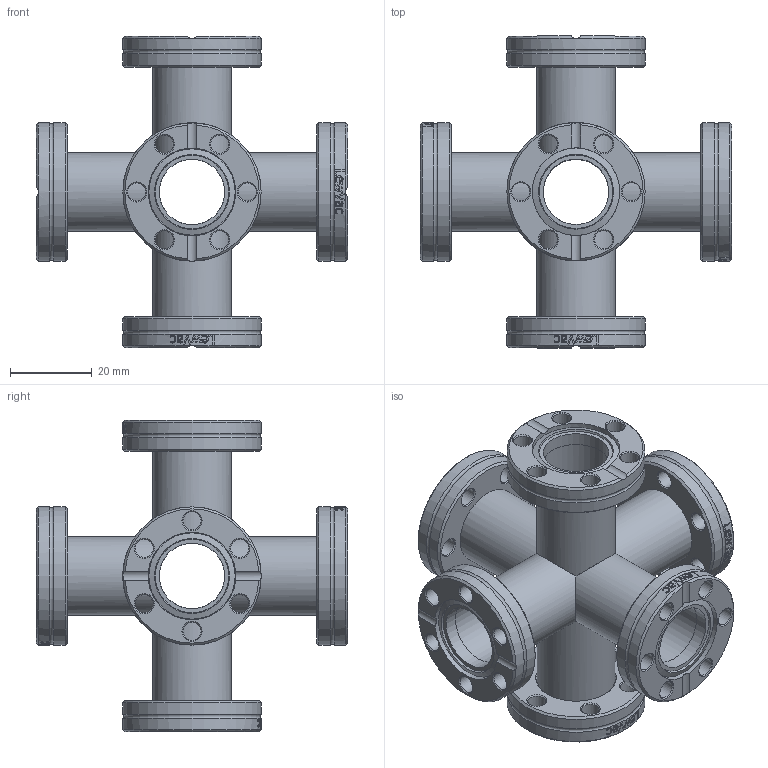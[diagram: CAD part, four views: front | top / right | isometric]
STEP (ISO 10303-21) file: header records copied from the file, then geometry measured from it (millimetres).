
FILE_DESCRIPTION(/* description */ (''),/* implementation_level */ '2;1');
FILE_NAME(/* name */ 'FL-6X16CF.stp',/* time_stamp */ '2018-03-02T13:55:44+00:00',/* author */ ('paul'),/* organization */ (''),/* preprocessor_version */ 'ST-DEVELOPER v17',/* originating_system */ 'Autodesk Inventor 2018',/* authorisation */ '');
FILE_SCHEMA (('AUTOMOTIVE_DESIGN { 1 0 10303 214 3 1 1 }'));
Length unit declared in the file: millimetre
Products named in the file (6): FL-6X16CF; FL-16CFR-19; FL-16CF-OUT; FL-16CFR-19INNER; FL-16CF-19; TUBE2
Assembly tree (14 placements, depth 3):
  FL-6X16CF
    TUBE2  x6
    FL-16CFR-19  x3
      FL-16CF-OUT
      FL-16CFR-19INNER
    FL-16CF-19  x3
Bounding box: 76.2 x 76.2 x 76.2 mm (x, y, z)
Volume: 37628.2 mm3; surface area: 39000.9 mm2
Topology: 15 solids, 15 shells, 825 faces, 2268 edges, 1515 vertices
Faces by surface type: plane 318, bspline 246, cylinder 144, cone 111, torus 6
Full cylindrical faces by diameter (mm): 4.4 x36, 16 x12, 19.1 x12, 19.2 x3, 21.1 x3, 21.4 x6, 33.8 x12
Entity records: 11663 total; most frequent: CARTESIAN_POINT 4835, ORIENTED_EDGE 1476, DIRECTION 1233, EDGE_CURVE 738, VERTEX_POINT 493, AXIS2_PLACEMENT_3D 473, EDGE_LOOP 315, LINE 287
